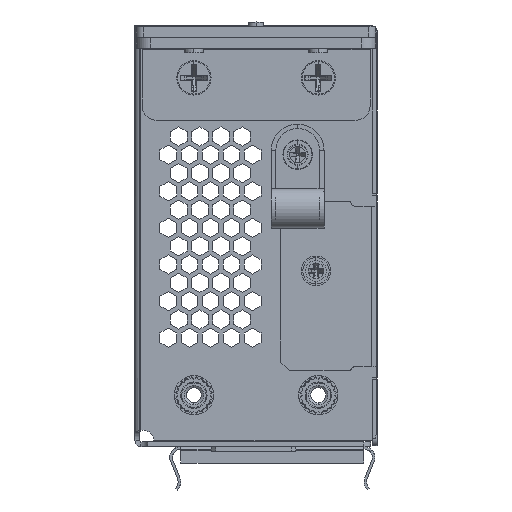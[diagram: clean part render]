
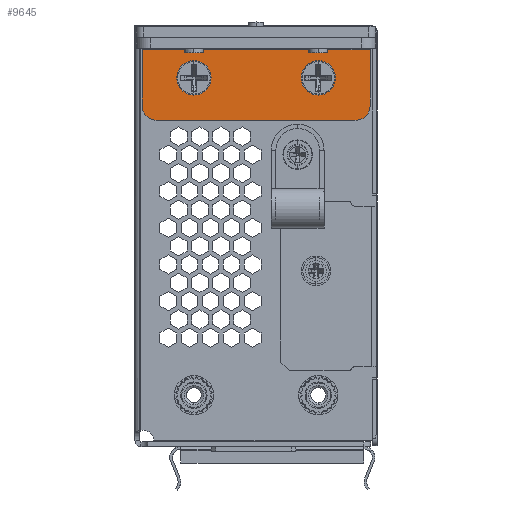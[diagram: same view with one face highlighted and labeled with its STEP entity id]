
A CAD part, left-side view. The second image highlights one B-rep face of the part: STEP entity #9645.
In plain terms, the highlighted planar face has unit normal (-1, 0, 0).
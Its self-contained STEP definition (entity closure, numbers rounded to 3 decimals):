
#3583 = CARTESIAN_POINT ( 'NONE',  ( 166.741, 119.268, -7.29 ) ) ;
#3584 = DIRECTION ( 'NONE',  ( 1., 0., 0. ) ) ;
#3585 = DIRECTION ( 'NONE',  ( 0., 0., -1. ) ) ;
#3601 = CARTESIAN_POINT ( 'NONE',  ( 166.741, 96.84, -7.29 ) ) ;
#3602 = DIRECTION ( 'NONE',  ( 1., 0., 0. ) ) ;
#3603 = DIRECTION ( 'NONE',  ( 0., 0., -1. ) ) ;
#3610 = LINE ( 'NONE', #3611, #27533 ) ;
#3611 = CARTESIAN_POINT ( 'NONE',  ( 166.741, 87.493, -12.37 ) ) ;
#3612 = CARTESIAN_POINT ( 'NONE',  ( 166.741, 96.84, -7.29 ) ) ;
#3613 = DIRECTION ( 'NONE',  ( 1., 0., 0. ) ) ;
#3614 = DIRECTION ( 'NONE',  ( 0., 0., -1. ) ) ;
#3615 = LINE ( 'NONE', #3623, #27568 ) ;
#3616 = LINE ( 'NONE', #3621, #27571 ) ;
#3617 = CARTESIAN_POINT ( 'NONE',  ( 166.741, 119.268, -7.29 ) ) ;
#3618 = DIRECTION ( 'NONE',  ( 1., 0., 0. ) ) ;
#3619 = DIRECTION ( 'NONE',  ( 0., 0., -1. ) ) ;
#3620 = DIRECTION ( 'NONE',  ( 0., 0., -1. ) ) ;
#3621 = CARTESIAN_POINT ( 'NONE',  ( 166.741, 89.017, -2.184 ) ) ;
#3622 = DIRECTION ( 'NONE',  ( 0., 1., 0. ) ) ;
#3623 = CARTESIAN_POINT ( 'NONE',  ( 166.741, 128.616, 0.608 ) ) ;
#3624 = CARTESIAN_POINT ( 'NONE',  ( 166.741, 90.033, -14.91 ) ) ;
#3625 = DIRECTION ( 'NONE',  ( 0., 0., 1. ) ) ;
#3626 = LINE ( 'NONE', #3624, #27491 ) ;
#3627 = CARTESIAN_POINT ( 'NONE',  ( 166.741, 126.076, -12.37 ) ) ;
#3628 = DIRECTION ( 'NONE',  ( 1., 0., 0. ) ) ;
#3629 = DIRECTION ( 'NONE',  ( 0., 0., -1. ) ) ;
#3631 = DIRECTION ( 'NONE',  ( 0., 1., 0. ) ) ;
#3635 = CARTESIAN_POINT ( 'NONE',  ( 166.741, 90.033, -12.37 ) ) ;
#3636 = DIRECTION ( 'NONE',  ( 1., 0., 0. ) ) ;
#3637 = DIRECTION ( 'NONE',  ( 0., 0., -1. ) ) ;
#4871 = VERTEX_POINT ( 'NONE', #25198 ) ;
#4872 = VERTEX_POINT ( 'NONE', #25199 ) ;
#4880 = VERTEX_POINT ( 'NONE', #25204 ) ;
#4882 = VERTEX_POINT ( 'NONE', #25206 ) ;
#4891 = VERTEX_POINT ( 'NONE', #25215 ) ;
#4892 = VERTEX_POINT ( 'NONE', #25216 ) ;
#4894 = VERTEX_POINT ( 'NONE', #25218 ) ;
#4895 = VERTEX_POINT ( 'NONE', #25219 ) ;
#4896 = VERTEX_POINT ( 'NONE', #25220 ) ;
#4917 = VERTEX_POINT ( 'NONE', #25241 ) ;
#9645 = ADVANCED_FACE ( 'NONE', ( #43176, #43170, #43179 ), #43180, .F. ) ;
#25198 = CARTESIAN_POINT ( 'NONE',  ( 166.741, 96.84, -4.369 ) ) ;
#25199 = CARTESIAN_POINT ( 'NONE',  ( 166.741, 87.493, -2.184 ) ) ;
#25204 = CARTESIAN_POINT ( 'NONE',  ( 166.741, 96.84, -10.211 ) ) ;
#25206 = CARTESIAN_POINT ( 'NONE',  ( 166.741, 119.268, -4.369 ) ) ;
#25215 = CARTESIAN_POINT ( 'NONE',  ( 166.741, 90.033, -14.91 ) ) ;
#25216 = CARTESIAN_POINT ( 'NONE',  ( 166.741, 126.076, -14.91 ) ) ;
#25218 = CARTESIAN_POINT ( 'NONE',  ( 166.741, 119.268, -10.211 ) ) ;
#25219 = CARTESIAN_POINT ( 'NONE',  ( 166.741, 128.616, -12.37 ) ) ;
#25220 = CARTESIAN_POINT ( 'NONE',  ( 166.741, 128.616, -2.184 ) ) ;
#25241 = CARTESIAN_POINT ( 'NONE',  ( 166.741, 87.493, -12.37 ) ) ;
#27437 = CIRCLE ( 'NONE', #27546, 2.54 ) ;
#27472 = AXIS2_PLACEMENT_3D ( 'NONE', #3612, #3613, #3614 ) ;
#27481 = CIRCLE ( 'NONE', #27499, 2.921 ) ;
#27482 = CIRCLE ( 'NONE', #27597, 2.921 ) ;
#27489 = AXIS2_PLACEMENT_3D ( 'NONE', #3627, #3628, #3629 ) ;
#27491 = VECTOR ( 'NONE', #3631, 1000. ) ;
#27499 = AXIS2_PLACEMENT_3D ( 'NONE', #3617, #3618, #3619 ) ;
#27533 = VECTOR ( 'NONE', #3620, 1000. ) ;
#27540 = CIRCLE ( 'NONE', #27560, 2.921 ) ;
#27546 = AXIS2_PLACEMENT_3D ( 'NONE', #3635, #3636, #3637 ) ;
#27555 = CIRCLE ( 'NONE', #27472, 2.921 ) ;
#27560 = AXIS2_PLACEMENT_3D ( 'NONE', #3601, #3602, #3603 ) ;
#27568 = VECTOR ( 'NONE', #3625, 1000. ) ;
#27571 = VECTOR ( 'NONE', #3622, 1000. ) ;
#27597 = AXIS2_PLACEMENT_3D ( 'NONE', #3583, #3584, #3585 ) ;
#27605 = CIRCLE ( 'NONE', #27489, 2.54 ) ;
#32100 = EDGE_LOOP ( 'NONE', ( #49687, #49707 ) ) ;
#32110 = EDGE_LOOP ( 'NONE', ( #49720, #49718, #49797, #49802, #49810, #49715 ) ) ;
#32126 = EDGE_LOOP ( 'NONE', ( #49866, #49724 ) ) ;
#33306 = EDGE_CURVE ( 'NONE', #4882, #4894, #27482, .T. ) ;
#33312 = EDGE_CURVE ( 'NONE', #4871, #4880, #27540, .T. ) ;
#33316 = EDGE_CURVE ( 'NONE', #4880, #4871, #27555, .T. ) ;
#33317 = EDGE_CURVE ( 'NONE', #4894, #4882, #27481, .T. ) ;
#33318 = EDGE_CURVE ( 'NONE', #4872, #4917, #3610, .T. ) ;
#33319 = EDGE_CURVE ( 'NONE', #4872, #4896, #3616, .T. ) ;
#33320 = EDGE_CURVE ( 'NONE', #4895, #4896, #3615, .T. ) ;
#33321 = EDGE_CURVE ( 'NONE', #4892, #4895, #27605, .T. ) ;
#33322 = EDGE_CURVE ( 'NONE', #4891, #4892, #3626, .T. ) ;
#33323 = EDGE_CURVE ( 'NONE', #4917, #4891, #27437, .T. ) ;
#37379 = AXIS2_PLACEMENT_3D ( 'NONE', #43177, #43172, #43181 ) ;
#43170 = FACE_BOUND ( 'NONE', #32100, .T. ) ;
#43172 = DIRECTION ( 'NONE',  ( 1., 0., 0. ) ) ;
#43176 = FACE_BOUND ( 'NONE', #32126, .T. ) ;
#43177 = CARTESIAN_POINT ( 'NONE',  ( 166.741, 89.017, 163.754 ) ) ;
#43179 = FACE_OUTER_BOUND ( 'NONE', #32110, .T. ) ;
#43180 = PLANE ( 'NONE',  #37379 ) ;
#43181 = DIRECTION ( 'NONE',  ( 0., 0., -1. ) ) ;
#49687 = ORIENTED_EDGE ( 'NONE', *, *, #33317, .T. ) ;
#49707 = ORIENTED_EDGE ( 'NONE', *, *, #33306, .T. ) ;
#49715 = ORIENTED_EDGE ( 'NONE', *, *, #33323, .F. ) ;
#49718 = ORIENTED_EDGE ( 'NONE', *, *, #33319, .T. ) ;
#49720 = ORIENTED_EDGE ( 'NONE', *, *, #33318, .F. ) ;
#49724 = ORIENTED_EDGE ( 'NONE', *, *, #33312, .T. ) ;
#49797 = ORIENTED_EDGE ( 'NONE', *, *, #33320, .F. ) ;
#49802 = ORIENTED_EDGE ( 'NONE', *, *, #33321, .F. ) ;
#49810 = ORIENTED_EDGE ( 'NONE', *, *, #33322, .F. ) ;
#49866 = ORIENTED_EDGE ( 'NONE', *, *, #33316, .T. ) ;
